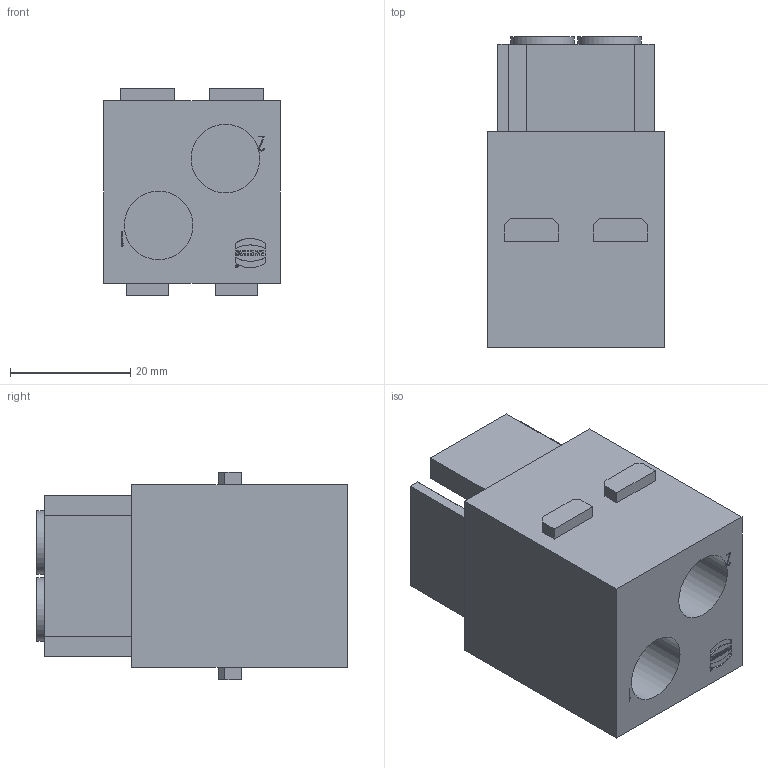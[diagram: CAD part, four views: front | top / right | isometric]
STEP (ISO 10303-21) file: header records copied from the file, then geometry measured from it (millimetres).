
FILE_DESCRIPTION(/* description */ (''),/* implementation_level */ '2;1');
FILE_NAME(/* name */ '100195474ugm000_b.stp',/* time_stamp */ '2017-10-27T12:18:48+02:00',/* author */ (''),/* organization */ (''),/* preprocessor_version */ 'ST-DEVELOPER v16',/* originating_system */ 'SIEMENS PLM Software NX 10.0',/* authorisation */ '');
FILE_SCHEMA (('AUTOMOTIVE_DESIGN { 1 0 10303 214 3 1 1 1 }'));
Length unit declared in the file: millimetre
Products named in the file (1): 100195474ugm000_b
Bounding box: 29.4 x 51.6 x 34.4 mm (x, y, z)
Volume: 34727.6 mm3; surface area: 11226.8 mm2
Topology: 1 solids, 1 shells, 213 faces, 534 edges, 357 vertices
Faces by surface type: plane 190, cylinder 14, bspline 9
Full cylindrical faces by diameter (mm): 0.35 x1, 0.491 x1, 8.5 x2, 10.5 x2, 11.4 x2
Entity records: 7201 total; most frequent: CARTESIAN_POINT 1422, ORIENTED_EDGE 1052, DIRECTION 946, EDGE_CURVE 526, LINE 480, VECTOR 480, VERTEX_POINT 356, EDGE_LOOP 254
